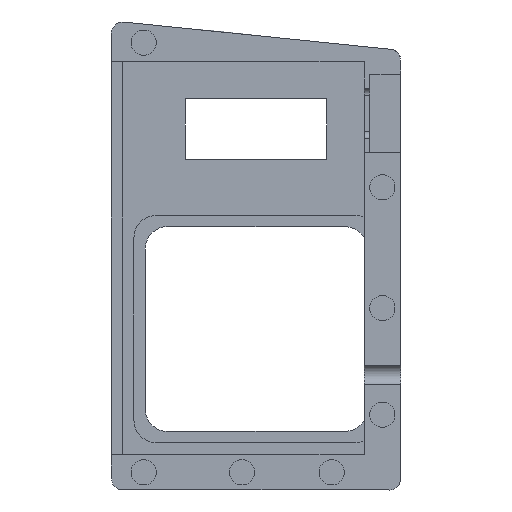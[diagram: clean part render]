
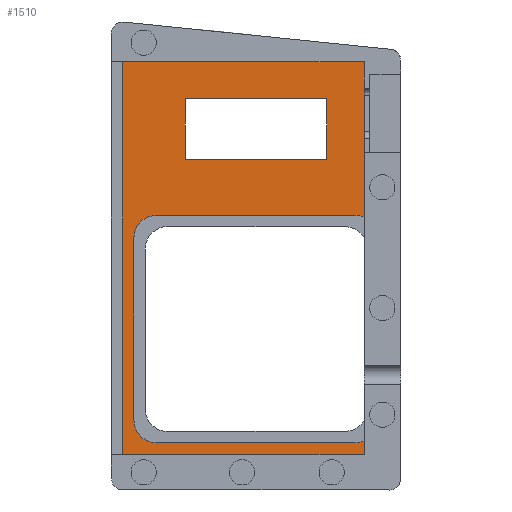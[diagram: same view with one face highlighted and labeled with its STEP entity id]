
A CAD part, front view. The second image highlights one B-rep face of the part: STEP entity #1510.
In plain terms, the highlighted planar face has unit normal (0, -1, 0).
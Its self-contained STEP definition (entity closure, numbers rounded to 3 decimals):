
#45=FACE_BOUND('',#297,.T.);
#75=CIRCLE('',#1603,4.);
#76=CIRCLE('',#1606,4.);
#77=CIRCLE('',#1609,4.);
#78=CIRCLE('',#1612,4.);
#126=PLANE('',#1634);
#202=FACE_OUTER_BOUND('',#296,.T.);
#296=EDGE_LOOP('',(#1308,#1309,#1310,#1311,#1312,#1313,#1314,#1315,#1316,
#1317,#1318,#1319));
#297=EDGE_LOOP('',(#1320,#1321,#1322,#1323));
#416=LINE('',#2670,#564);
#421=LINE('',#2681,#569);
#424=LINE('',#2687,#572);
#428=LINE('',#2699,#576);
#441=LINE('',#2727,#589);
#455=LINE('',#2772,#603);
#457=LINE('',#2776,#605);
#460=LINE('',#2781,#608);
#461=LINE('',#2783,#609);
#471=LINE('',#2869,#619);
#472=LINE('',#2871,#620);
#473=LINE('',#2872,#621);
#564=VECTOR('',#1827,10.);
#569=VECTOR('',#1844,10.);
#572=VECTOR('',#1853,10.);
#576=VECTOR('',#1867,10.);
#589=VECTOR('',#1884,10.);
#603=VECTOR('',#1918,10.);
#605=VECTOR('',#1922,10.);
#608=VECTOR('',#1927,10.);
#609=VECTOR('',#1930,10.);
#619=VECTOR('',#1948,10.);
#620=VECTOR('',#1949,10.);
#621=VECTOR('',#1950,10.);
#692=VERTEX_POINT('',#2569);
#693=VERTEX_POINT('',#2570);
#696=VERTEX_POINT('',#2578);
#698=VERTEX_POINT('',#2584);
#700=VERTEX_POINT('',#2590);
#718=VERTEX_POINT('',#2641);
#719=VERTEX_POINT('',#2642);
#722=VERTEX_POINT('',#2650);
#728=VERTEX_POINT('',#2698);
#741=VERTEX_POINT('',#2725);
#754=VERTEX_POINT('',#2769);
#755=VERTEX_POINT('',#2771);
#756=VERTEX_POINT('',#2775);
#757=VERTEX_POINT('',#2779);
#767=VERTEX_POINT('',#2868);
#768=VERTEX_POINT('',#2870);
#890=EDGE_CURVE('',#696,#698,#416,.T.);
#892=EDGE_CURVE('',#698,#700,#75,.T.);
#895=EDGE_CURVE('',#718,#719,#76,.T.);
#897=EDGE_CURVE('',#719,#722,#421,.T.);
#899=EDGE_CURVE('',#722,#692,#77,.T.);
#901=EDGE_CURVE('',#692,#693,#424,.T.);
#903=EDGE_CURVE('',#693,#696,#78,.T.);
#907=EDGE_CURVE('',#700,#728,#428,.T.);
#922=EDGE_CURVE('',#741,#718,#441,.T.);
#941=EDGE_CURVE('',#754,#755,#455,.T.);
#943=EDGE_CURVE('',#755,#756,#457,.T.);
#946=EDGE_CURVE('',#757,#754,#460,.T.);
#947=EDGE_CURVE('',#756,#757,#461,.T.);
#963=EDGE_CURVE('',#767,#741,#471,.T.);
#964=EDGE_CURVE('',#768,#767,#472,.T.);
#965=EDGE_CURVE('',#728,#768,#473,.T.);
#1308=ORIENTED_EDGE('',*,*,#892,.F.);
#1309=ORIENTED_EDGE('',*,*,#890,.F.);
#1310=ORIENTED_EDGE('',*,*,#903,.F.);
#1311=ORIENTED_EDGE('',*,*,#901,.F.);
#1312=ORIENTED_EDGE('',*,*,#899,.F.);
#1313=ORIENTED_EDGE('',*,*,#897,.F.);
#1314=ORIENTED_EDGE('',*,*,#895,.F.);
#1315=ORIENTED_EDGE('',*,*,#922,.F.);
#1316=ORIENTED_EDGE('',*,*,#963,.F.);
#1317=ORIENTED_EDGE('',*,*,#964,.F.);
#1318=ORIENTED_EDGE('',*,*,#965,.F.);
#1319=ORIENTED_EDGE('',*,*,#907,.F.);
#1320=ORIENTED_EDGE('',*,*,#946,.F.);
#1321=ORIENTED_EDGE('',*,*,#947,.F.);
#1322=ORIENTED_EDGE('',*,*,#943,.F.);
#1323=ORIENTED_EDGE('',*,*,#941,.F.);
#1510=ADVANCED_FACE('',(#202,#45),#126,.T.);
#1603=AXIS2_PLACEMENT_3D('',#2673,#1831,#1832);
#1606=AXIS2_PLACEMENT_3D('',#2678,#1839,#1840);
#1609=AXIS2_PLACEMENT_3D('',#2684,#1848,#1849);
#1612=AXIS2_PLACEMENT_3D('',#2690,#1857,#1858);
#1634=AXIS2_PLACEMENT_3D('',#2867,#1946,#1947);
#1827=DIRECTION('',(1.,0.,0.));
#1831=DIRECTION('center_axis',(0.,-1.,0.));
#1832=DIRECTION('ref_axis',(0.,0.,-1.));
#1839=DIRECTION('center_axis',(0.,-1.,0.));
#1840=DIRECTION('ref_axis',(1.,0.,0.));
#1844=DIRECTION('',(-1.,0.,0.));
#1848=DIRECTION('center_axis',(0.,-1.,0.));
#1849=DIRECTION('ref_axis',(0.,0.,1.));
#1853=DIRECTION('',(0.,0.,-1.));
#1857=DIRECTION('center_axis',(0.,-1.,0.));
#1858=DIRECTION('ref_axis',(-1.,0.,0.));
#1867=DIRECTION('',(0.,0.,-1.));
#1884=DIRECTION('',(0.,0.,-1.));
#1918=DIRECTION('',(1.,0.,0.));
#1922=DIRECTION('',(0.,0.,1.));
#1927=DIRECTION('',(0.,0.,-1.));
#1930=DIRECTION('',(-1.,0.,0.));
#1946=DIRECTION('center_axis',(0.,-1.,0.));
#1947=DIRECTION('ref_axis',(-1.,0.,0.));
#1948=DIRECTION('',(1.,0.,0.));
#1949=DIRECTION('',(0.,0.,1.));
#1950=DIRECTION('',(-1.,0.,0.));
#2569=CARTESIAN_POINT('',(192.1,8.845,-85.08));
#2570=CARTESIAN_POINT('',(192.1,8.845,-117.58));
#2578=CARTESIAN_POINT('',(196.1,8.845,-121.58));
#2584=CARTESIAN_POINT('',(231.6,8.845,-121.58));
#2590=CARTESIAN_POINT('',(233.1,8.845,-121.288));
#2641=CARTESIAN_POINT('',(233.1,8.845,-81.372));
#2642=CARTESIAN_POINT('',(231.6,8.845,-81.08));
#2650=CARTESIAN_POINT('',(196.1,8.845,-81.08));
#2670=CARTESIAN_POINT('',(222.725,8.845,-121.58));
#2673=CARTESIAN_POINT('Origin',(231.6,8.845,-117.58));
#2678=CARTESIAN_POINT('Origin',(231.6,8.845,-85.08));
#2681=CARTESIAN_POINT('',(204.975,8.845,-81.08));
#2684=CARTESIAN_POINT('Origin',(196.1,8.845,-85.08));
#2687=CARTESIAN_POINT('',(192.1,8.845,-102.906));
#2690=CARTESIAN_POINT('Origin',(196.1,8.845,-117.58));
#2698=CARTESIAN_POINT('',(233.1,8.845,-123.69));
#2699=CARTESIAN_POINT('',(233.1,8.845,-53.7));
#2725=CARTESIAN_POINT('',(233.1,8.845,-53.7));
#2727=CARTESIAN_POINT('',(233.1,8.845,-53.7));
#2769=CARTESIAN_POINT('',(201.225,8.845,-71.11));
#2771=CARTESIAN_POINT('',(226.475,8.845,-71.11));
#2772=CARTESIAN_POINT('',(207.537,8.845,-71.11));
#2775=CARTESIAN_POINT('',(226.475,8.845,-60.31));
#2776=CARTESIAN_POINT('',(226.475,8.845,-79.671));
#2779=CARTESIAN_POINT('',(201.225,8.845,-60.31));
#2781=CARTESIAN_POINT('',(201.225,8.845,-74.271));
#2783=CARTESIAN_POINT('',(220.162,8.845,-60.31));
#2867=CARTESIAN_POINT('Origin',(213.85,8.845,-88.233));
#2868=CARTESIAN_POINT('',(190.1,8.845,-53.7));
#2869=CARTESIAN_POINT('',(168.6,8.845,-53.7));
#2870=CARTESIAN_POINT('',(190.1,8.845,-123.684));
#2871=CARTESIAN_POINT('',(190.1,8.845,-146.704));
#2872=CARTESIAN_POINT('',(233.1,8.845,-123.69));
